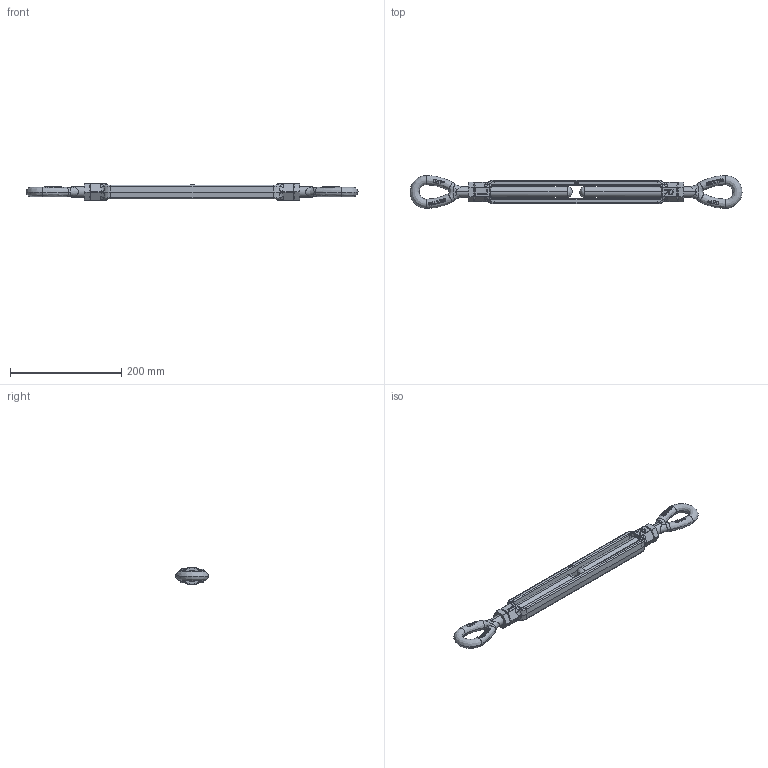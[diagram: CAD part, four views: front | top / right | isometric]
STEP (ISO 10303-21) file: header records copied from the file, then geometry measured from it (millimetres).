
FILE_DESCRIPTION(('STEP AP203'),'1');
FILE_NAME('SSGPOO1912.stp','2014-03-28T16:21:53',('TraceParts'),('TraceParts S.A.'),'XStep 1.0',' ',' ');
FILE_SCHEMA(('CONFIG_CONTROL_DESIGN'));
Length unit declared in the file: millimetre
Products named in the file (8): 1; 2; 3; 4; 5; 6; 7; 8
Bounding box: 597 x 59 x 32 mm (x, y, z)
Volume: 377349.3 mm3; surface area: 101200.6 mm2
Topology: 8 solids, 8 shells, 691 faces, 1798 edges, 1138 vertices
Faces by surface type: plane 263, bspline 262, cylinder 114, cone 52
Entity records: 34963 total; most frequent: CARTESIAN_POINT 20375, ORIENTED_EDGE 3580, DIRECTION 2022, EDGE_CURVE 1790, VERTEX_POINT 1138, B_SPLINE_CURVE_WITH_KNOTS 835, EDGE_LOOP 726, AXIS2_PLACEMENT_3D 699
